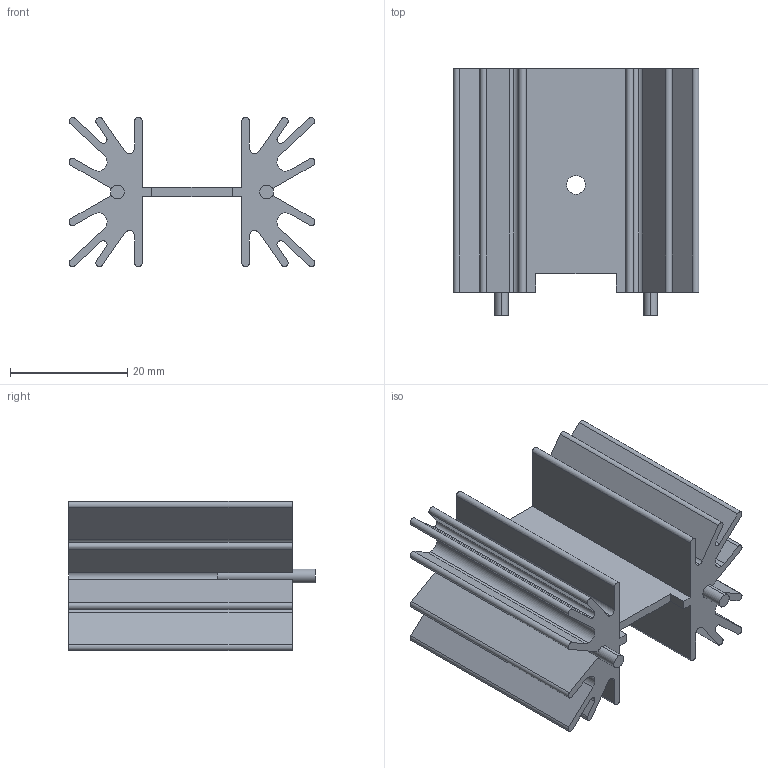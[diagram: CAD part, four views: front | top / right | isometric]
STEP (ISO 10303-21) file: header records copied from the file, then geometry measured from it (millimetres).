
FILE_DESCRIPTION(('CAx-IF Rec.Pracs.---Model Styling and Organization---1.5---2016-08-15','CAx-IF Rec.Pracs.---Geometric and Assembly Validation Properties---4.4---2016-08-17','CAx-IF Rec.Pracs.---User Defined Attributes---1.5---2016-08-15','CAx-IF Rec.Pracs.---External References---2.1---2005-01-19'),'2;1');
FILE_NAME('377212.step','2023-05-07T20:13:43',('Unspecified'),('Unspecified'),'CAD Exchanger 3.8.1 (cadexchanger.com)','Unspecified','');
FILE_SCHEMA(('AUTOMOTIVE_DESIGN { 1 0 10303 214 1 1 1 1 }'));
Length unit declared in the file: millimetre
Products named in the file (1): 529802B02500G
Bounding box: 41.91 x 42.06 x 25.4 mm (x, y, z)
Volume: 12955.8 mm3; surface area: 12936.1 mm2
Topology: 3 solids, 3 shells, 98 faces, 276 edges, 184 vertices
Faces by surface type: cylinder 54, plane 44
Entity records: 3307 total; most frequent: DIRECTION 582, CARTESIAN_POINT 559, ORIENTED_EDGE 552, EDGE_CURVE 276, AXIS2_PLACEMENT_3D 207, VERTEX_POINT 184, LINE 168, VECTOR 168
